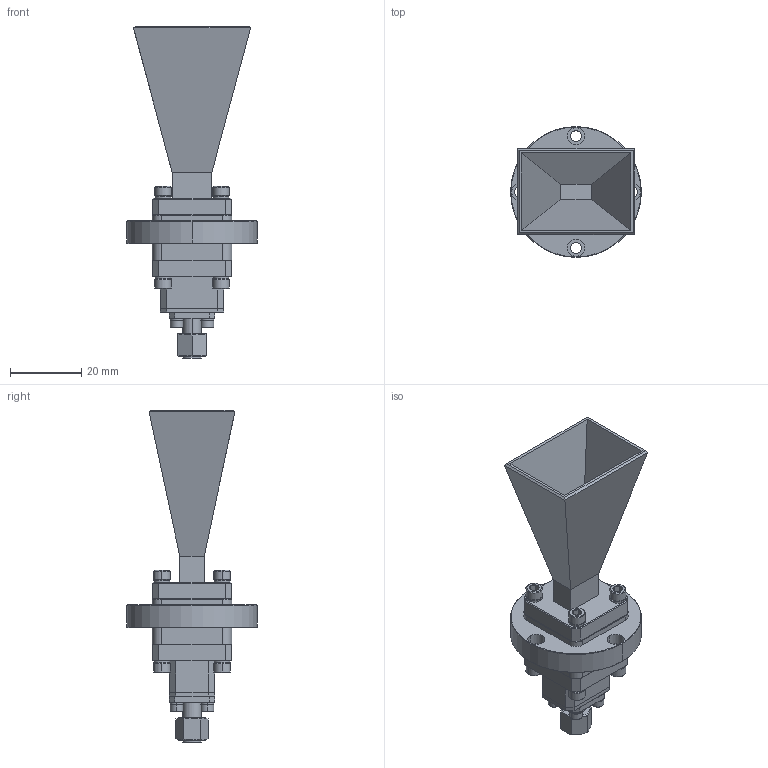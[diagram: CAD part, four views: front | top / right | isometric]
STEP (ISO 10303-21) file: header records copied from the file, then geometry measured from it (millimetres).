
FILE_DESCRIPTION (( 'STEP AP203' ), '1' );
FILE_NAME ('SAR-1725-34KM-E2-WR.STEP', '2019-10-25T21:43:03', ( '' ), ( '' ), 'SwSTEP 2.0', 'SolidWorks 2016', '' );
FILE_SCHEMA (( 'CONFIG_CONTROL_DESIGN' ));
Length unit declared in the file: inch
Products named in the file (1): SAR-1725-34KM-E2-WR
Bounding box: 36.83 x 36.83 x 93.48 mm (x, y, z)
Volume: 20660.8 mm3; surface area: 16910.6 mm2
Topology: 31 solids, 31 shells, 709 faces, 1504 edges, 908 vertices
Faces by surface type: plane 333, cylinder 206, cone 170
Entity records: 19223 total; most frequent: CARTESIAN_POINT 3706, DIRECTION 3366, ORIENTED_EDGE 2968, EDGE_CURVE 1484, AXIS2_PLACEMENT_3D 1272, VERTEX_POINT 908, EDGE_LOOP 826, VECTOR 822
